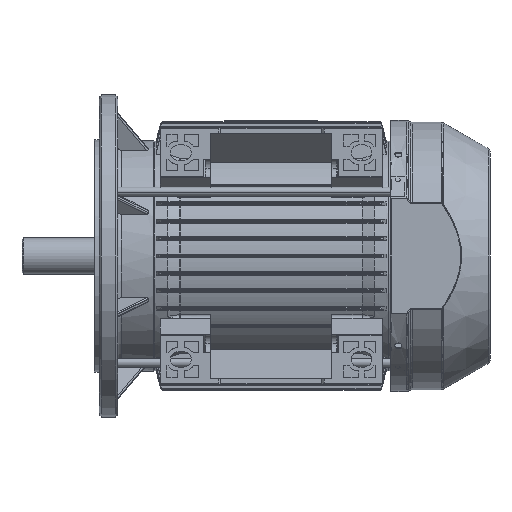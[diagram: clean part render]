
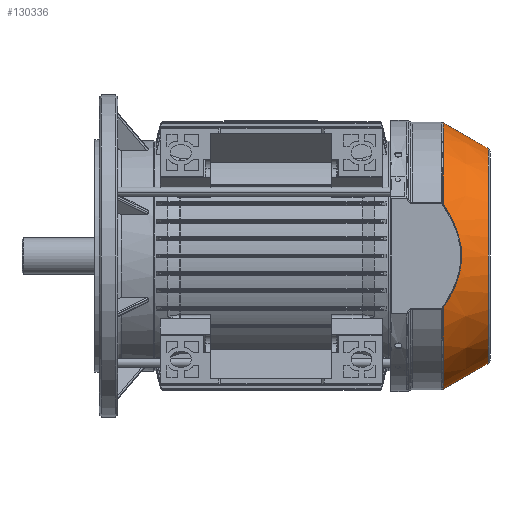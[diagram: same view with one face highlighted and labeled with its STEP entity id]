
A CAD part, front view. The second image highlights one B-rep face of the part: STEP entity #130336.
In plain terms, the highlighted conical face has half-angle 29.578 degrees and reference radius 82.5 mm.
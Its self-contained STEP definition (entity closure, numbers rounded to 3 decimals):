
#1987 = CARTESIAN_POINT ( 'NONE',  ( 40.689, 0., 103.109 ) ) ;
#2178 = VERTEX_POINT ( 'NONE', #12486 ) ;
#2790 = AXIS2_PLACEMENT_3D ( 'NONE', #23921, #74098, #124138 ) ;
#3906 = ORIENTED_EDGE ( 'NONE', *, *, #10828, .T. ) ;
#6530 = VECTOR ( 'NONE', #22109, 1000. ) ;
#9140 = CARTESIAN_POINT ( 'NONE',  ( 54.729, -94.934, -7.18 ) ) ;
#9969 = CARTESIAN_POINT ( 'NONE',  ( 54.361, -94.933, 9.069 ) ) ;
#10828 = EDGE_CURVE ( 'NONE', #25397, #31003, #65538, .T. ) ;
#11575 = CARTESIAN_POINT ( 'NONE',  ( 53.659, -94.931, 12.602 ) ) ;
#12486 = CARTESIAN_POINT ( 'NONE',  ( 40.689, 0., -103.109 ) ) ;
#13307 = AXIS2_PLACEMENT_3D ( 'NONE', #66280, #43182, #142702 ) ;
#13633 = LINE ( 'NONE', #141064, #35634 ) ;
#15132 = AXIS2_PLACEMENT_3D ( 'NONE', #101971, #135992, #111253 ) ;
#16080 = FACE_OUTER_BOUND ( 'NONE', #125705, .T. ) ;
#21523 = CARTESIAN_POINT ( 'NONE',  ( 54.974, -94.935, 3.68 ) ) ;
#22109 = DIRECTION ( 'NONE',  ( -0.87, 0., -0.494 ) ) ;
#22330 = CARTESIAN_POINT ( 'NONE',  ( 49.67, -94.921, 24.643 ) ) ;
#23169 = CARTESIAN_POINT ( 'NONE',  ( 55.067, -94.935, 1.861 ) ) ;
#23921 = CARTESIAN_POINT ( 'NONE',  ( 40.689, 0., 0. ) ) ;
#23975 = CARTESIAN_POINT ( 'NONE',  ( 44.67, -94.909, -34.235 ) ) ;
#25397 = VERTEX_POINT ( 'NONE', #1987 ) ;
#26028 = DIRECTION ( 'NONE',  ( -0.87, 0., 0.494 ) ) ;
#31003 = VERTEX_POINT ( 'NONE', #32171 ) ;
#32171 = CARTESIAN_POINT ( 'NONE',  ( 40.689, -94.9, 40.317 ) ) ;
#33051 = CARTESIAN_POINT ( 'NONE',  ( 48.097, -94.917, -27.844 ) ) ;
#35633 = VERTEX_POINT ( 'NONE', #116006 ) ;
#35634 = VECTOR ( 'NONE', #26028, 1000. ) ;
#41485 = CARTESIAN_POINT ( 'NONE',  ( 44.661, -94.909, 34.249 ) ) ;
#42467 = EDGE_CURVE ( 'NONE', #53723, #42927, #122785, .T. ) ;
#42927 = VERTEX_POINT ( 'NONE', #66436 ) ;
#43182 = DIRECTION ( 'NONE',  ( -1., 0., 0. ) ) ;
#44023 = B_SPLINE_CURVE_WITH_KNOTS ( 'NONE', 3,
 ( #53797, #103949, #41485, #141806, #22330, #86453, #161238, #97160, #84840, #48591, #11575, #9969, #46992, #61761, #21523, #23169, #46185, #73359, #9140, #147311, #71712, #60146, #134969, #96355, #72536, #136592, #108608, #33051, #120970, #23975, #83228, #146495 ),
 .UNSPECIFIED., .F., .F.,
 ( 4, 2, 2, 2, 2, 2, 2, 2, 2, 2, 2, 2, 2, 2, 2, 4 ),
 ( 0., 0.011, 0.022, 0.024, 0.027, 0.033, 0.038, 0.041, 0.043, 0.054, 0.06, 0.062, 0.065, 0.07, 0.076, 0.087 ),
 .UNSPECIFIED. ) ;
#46185 = CARTESIAN_POINT ( 'NONE',  ( 55.09, -94.935, 0.946 ) ) ;
#46992 = CARTESIAN_POINT ( 'NONE',  ( 54.631, -94.934, 7.286 ) ) ;
#48591 = CARTESIAN_POINT ( 'NONE',  ( 53.226, -94.93, 14.352 ) ) ;
#50305 = CARTESIAN_POINT ( 'NONE',  ( 40.689, 0., 0. ) ) ;
#52840 = ORIENTED_EDGE ( 'NONE', *, *, #146349, .T. ) ;
#53723 = VERTEX_POINT ( 'NONE', #156826 ) ;
#53797 = CARTESIAN_POINT ( 'NONE',  ( 40.689, -94.9, 40.317 ) ) ;
#60146 = CARTESIAN_POINT ( 'NONE',  ( 52.491, -94.928, -16.863 ) ) ;
#60731 = CARTESIAN_POINT ( 'NONE',  ( 77., 0., -82.5 ) ) ;
#61761 = CARTESIAN_POINT ( 'NONE',  ( 54.904, -94.934, 4.585 ) ) ;
#65538 = CIRCLE ( 'NONE', #2790, 103.109 ) ;
#66280 = CARTESIAN_POINT ( 'NONE',  ( 77., 0., 0. ) ) ;
#66436 = CARTESIAN_POINT ( 'NONE',  ( 75.481, 0., 83.362 ) ) ;
#67603 = EDGE_CURVE ( 'NONE', #42927, #25397, #13633, .T. ) ;
#69084 = EDGE_CURVE ( 'NONE', #31003, #35633, #44023, .T. ) ;
#71531 = EDGE_CURVE ( 'NONE', #53723, #2178, #109203, .T. ) ;
#71712 = CARTESIAN_POINT ( 'NONE',  ( 53.254, -94.93, -14.243 ) ) ;
#72283 = ORIENTED_EDGE ( 'NONE', *, *, #71531, .F. ) ;
#72536 = CARTESIAN_POINT ( 'NONE',  ( 51.326, -94.925, -20.318 ) ) ;
#73359 = CARTESIAN_POINT ( 'NONE',  ( 55.094, -94.935, -3.597 ) ) ;
#73469 = DIRECTION ( 'NONE',  ( 1., 0., 0. ) ) ;
#74098 = DIRECTION ( 'NONE',  ( 1., 0., 0. ) ) ;
#83228 = CARTESIAN_POINT ( 'NONE',  ( 42.749, -94.905, -37.315 ) ) ;
#84270 = CONICAL_SURFACE ( 'NONE', #13307, 82.5, 0.516 ) ;
#84840 = CARTESIAN_POINT ( 'NONE',  ( 52.463, -94.928, 16.954 ) ) ;
#86453 = CARTESIAN_POINT ( 'NONE',  ( 51.297, -94.925, 20.395 ) ) ;
#96355 = CARTESIAN_POINT ( 'NONE',  ( 51.635, -94.926, -19.461 ) ) ;
#97160 = CARTESIAN_POINT ( 'NONE',  ( 52.19, -94.927, 17.818 ) ) ;
#101971 = CARTESIAN_POINT ( 'NONE',  ( 75.481, 0., 0. ) ) ;
#103949 = CARTESIAN_POINT ( 'NONE',  ( 42.746, -94.905, 37.32 ) ) ;
#108608 = CARTESIAN_POINT ( 'NONE',  ( 49.635, -94.921, -24.55 ) ) ;
#109203 = LINE ( 'NONE', #60731, #6530 ) ;
#111253 = DIRECTION ( 'NONE',  ( 0., 0., -1. ) ) ;
#113170 = CIRCLE ( 'NONE', #136815, 103.109 ) ;
#116006 = CARTESIAN_POINT ( 'NONE',  ( 40.689, -94.9, -40.317 ) ) ;
#120970 = CARTESIAN_POINT ( 'NONE',  ( 47.275, -94.915, -29.461 ) ) ;
#122785 = CIRCLE ( 'NONE', #15132, 83.362 ) ;
#124138 = DIRECTION ( 'NONE',  ( 0., 0., -1. ) ) ;
#125705 = EDGE_LOOP ( 'NONE', ( #72283, #158902, #141499, #3906, #131133, #52840 ) ) ;
#130336 = ADVANCED_FACE ( 'NONE', ( #16080 ), #84270, .T. ) ;
#131133 = ORIENTED_EDGE ( 'NONE', *, *, #69084, .T. ) ;
#134969 = CARTESIAN_POINT ( 'NONE',  ( 52.217, -94.927, -17.733 ) ) ;
#135992 = DIRECTION ( 'NONE',  ( -1., 0., 0. ) ) ;
#136592 = CARTESIAN_POINT ( 'NONE',  ( 50.351, -94.923, -22.871 ) ) ;
#136815 = AXIS2_PLACEMENT_3D ( 'NONE', #50305, #73469, #146607 ) ;
#141064 = CARTESIAN_POINT ( 'NONE',  ( 77., 0., 82.5 ) ) ;
#141499 = ORIENTED_EDGE ( 'NONE', *, *, #67603, .T. ) ;
#141806 = CARTESIAN_POINT ( 'NONE',  ( 48.123, -94.917, 27.91 ) ) ;
#142702 = DIRECTION ( 'NONE',  ( 0., 0., 1. ) ) ;
#146349 = EDGE_CURVE ( 'NONE', #35633, #2178, #113170, .T. ) ;
#146495 = CARTESIAN_POINT ( 'NONE',  ( 40.689, -94.9, -40.317 ) ) ;
#146607 = DIRECTION ( 'NONE',  ( 0., 0., -1. ) ) ;
#147311 = CARTESIAN_POINT ( 'NONE',  ( 53.685, -94.931, -12.486 ) ) ;
#156826 = CARTESIAN_POINT ( 'NONE',  ( 75.481, 0., -83.362 ) ) ;
#158902 = ORIENTED_EDGE ( 'NONE', *, *, #42467, .T. ) ;
#161238 = CARTESIAN_POINT ( 'NONE',  ( 51.607, -94.926, 19.537 ) ) ;
